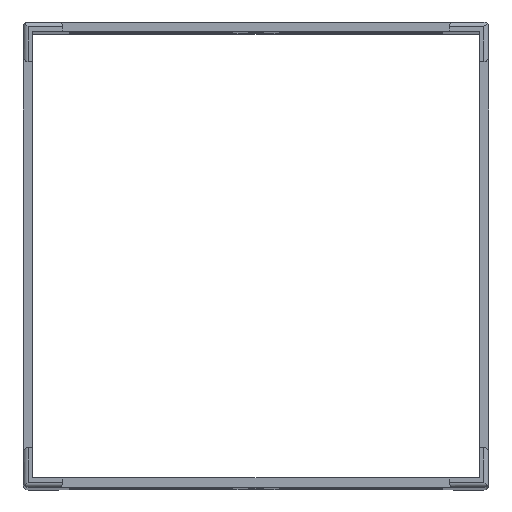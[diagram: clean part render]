
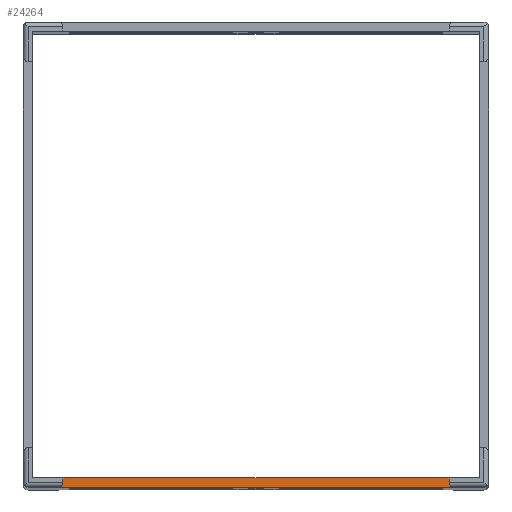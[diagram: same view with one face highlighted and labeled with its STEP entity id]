
A CAD part, top view. The second image highlights one B-rep face of the part: STEP entity #24264.
In plain terms, the highlighted planar face has unit normal (0, 0, 1).
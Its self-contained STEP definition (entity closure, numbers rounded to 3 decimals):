
#169=CARTESIAN_POINT('Vertex',(42.5,-50.,163.75)) ;
#172=CARTESIAN_POINT('Line Origine',(0.,-50.,163.75)) ;
#176=CARTESIAN_POINT('Vertex',(-42.5,-50.,163.75)) ;
#1695=CARTESIAN_POINT('Vertex',(-41.5,-48.,163.75)) ;
#1698=CARTESIAN_POINT('Line Origine',(0.,-48.,163.75)) ;
#1702=CARTESIAN_POINT('Vertex',(41.5,-48.,163.75)) ;
#3138=CARTESIAN_POINT('Axis2P3D Location',(42.5,-49.,163.75)) ;
#3142=CARTESIAN_POINT('Vertex',(41.5,-49.,163.75)) ;
#5002=CARTESIAN_POINT('Vertex',(-41.5,-49.,163.75)) ;
#5005=CARTESIAN_POINT('Line Origine',(-41.5,-48.5,163.75)) ;
#8289=CARTESIAN_POINT('Axis2P3D Location',(50.,41.5,163.75)) ;
#21375=CARTESIAN_POINT('Line Origine',(41.5,-48.5,163.75)) ;
#24251=CARTESIAN_POINT('Axis2P3D Location',(-42.5,-49.,163.75)) ;
#173=DIRECTION('Vector Direction',(-1.,0.,0.)) ;
#1699=DIRECTION('Vector Direction',(1.,0.,0.)) ;
#3139=DIRECTION('Axis2P3D Direction',(0.,0.,-1.)) ;
#5006=DIRECTION('Vector Direction',(0.,-1.,0.)) ;
#8290=DIRECTION('Axis2P3D Direction',(-0.,-0.,-1.)) ;
#8291=DIRECTION('Axis2P3D XDirection',(0.,-1.,0.)) ;
#21376=DIRECTION('Vector Direction',(0.,-1.,0.)) ;
#24252=DIRECTION('Axis2P3D Direction',(-0.,-0.,-1.)) ;
#3140=AXIS2_PLACEMENT_3D('Circle Axis2P3D',#3138,#3139,$) ;
#8292=AXIS2_PLACEMENT_3D('Plane Axis2P3D',#8289,#8290,#8291) ;
#24253=AXIS2_PLACEMENT_3D('Circle Axis2P3D',#24251,#24252,$) ;
#24257=ORIENTED_EDGE('',*,*,#21379,.F.) ;
#24258=ORIENTED_EDGE('',*,*,#1704,.F.) ;
#24259=ORIENTED_EDGE('',*,*,#5009,.T.) ;
#24260=ORIENTED_EDGE('',*,*,#24255,.F.) ;
#24261=ORIENTED_EDGE('',*,*,#178,.T.) ;
#24262=ORIENTED_EDGE('',*,*,#3144,.F.) ;
#174=VECTOR('Line Direction',#173,1.) ;
#1700=VECTOR('Line Direction',#1699,1.) ;
#5007=VECTOR('Line Direction',#5006,1.) ;
#21377=VECTOR('Line Direction',#21376,1.) ;
#24264=ADVANCED_FACE('PartBody',(#24263),#8293,.F.) ;
#3141=CIRCLE('generated circle',#3140,1.) ;
#24254=CIRCLE('generated circle',#24253,1.) ;
#178=EDGE_CURVE('',#177,#170,#175,.F.) ;
#1704=EDGE_CURVE('',#1696,#1703,#1701,.T.) ;
#3144=EDGE_CURVE('',#3143,#170,#3141,.F.) ;
#5009=EDGE_CURVE('',#1696,#5003,#5008,.T.) ;
#21379=EDGE_CURVE('',#1703,#3143,#21378,.T.) ;
#24255=EDGE_CURVE('',#177,#5003,#24254,.F.) ;
#24256=EDGE_LOOP('',(#24257,#24258,#24259,#24260,#24261,#24262)) ;
#24263=FACE_OUTER_BOUND('',#24256,.T.) ;
#175=LINE('Line',#172,#174) ;
#1701=LINE('Line',#1698,#1700) ;
#5008=LINE('Line',#5005,#5007) ;
#21378=LINE('Line',#21375,#21377) ;
#8293=PLANE('',#8292) ;
#170=VERTEX_POINT('',#169) ;
#177=VERTEX_POINT('',#176) ;
#1696=VERTEX_POINT('',#1695) ;
#1703=VERTEX_POINT('',#1702) ;
#3143=VERTEX_POINT('',#3142) ;
#5003=VERTEX_POINT('',#5002) ;
